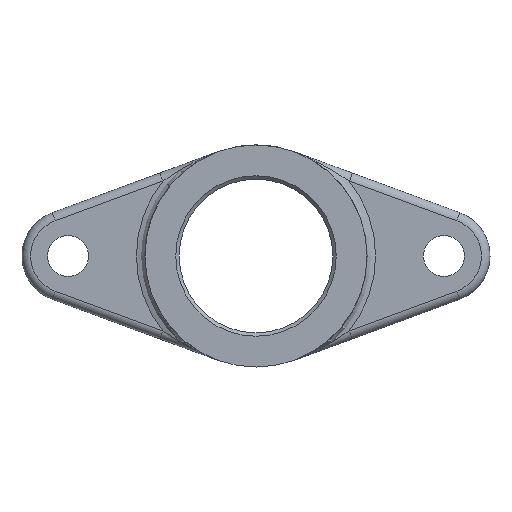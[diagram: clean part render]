
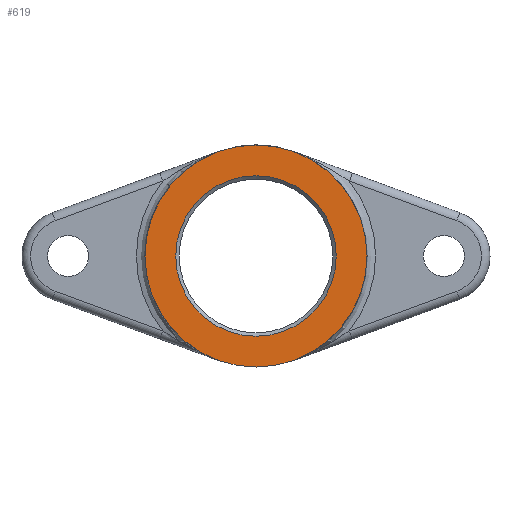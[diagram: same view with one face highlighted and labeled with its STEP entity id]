
A CAD part, front view. The second image highlights one B-rep face of the part: STEP entity #619.
In plain terms, the highlighted planar face has unit normal (0, -1, 0).
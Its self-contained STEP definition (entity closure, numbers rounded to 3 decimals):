
#142 = VERTEX_POINT('',#143);
#143 = CARTESIAN_POINT('',(22.455,0.,
    -60.998));
#148 = EDGE_CURVE('',#142,#142,#149,.T.);
#149 = CIRCLE('',#150,65.);
#150 = AXIS2_PLACEMENT_3D('',#151,#152,#153);
#151 = CARTESIAN_POINT('',(0.,0.,0.));
#152 = DIRECTION('',(0.,1.,0.));
#153 = DIRECTION('',(-0.345,0.,-0.938)
  );
#619 = ADVANCED_FACE('',(#620,#623),#634,.F.);
#620 = FACE_BOUND('',#621,.T.);
#621 = EDGE_LOOP('',(#622));
#622 = ORIENTED_EDGE('',*,*,#148,.F.);
#623 = FACE_BOUND('',#624,.T.);
#624 = EDGE_LOOP('',(#625));
#625 = ORIENTED_EDGE('',*,*,#626,.T.);
#626 = EDGE_CURVE('',#627,#627,#629,.T.);
#627 = VERTEX_POINT('',#628);
#628 = CARTESIAN_POINT('',(-47.,0.,0.)
  );
#629 = CIRCLE('',#630,47.);
#630 = AXIS2_PLACEMENT_3D('',#631,#632,#633);
#631 = CARTESIAN_POINT('',(0.,0.,0.));
#632 = DIRECTION('',(0.,1.,0.));
#633 = DIRECTION('',(-1.,0.,0.));
#634 = PLANE('',#635);
#635 = AXIS2_PLACEMENT_3D('',#636,#637,#638);
#636 = CARTESIAN_POINT('',(0.,0.,0.));
#637 = DIRECTION('',(0.,1.,0.));
#638 = DIRECTION('',(-1.,0.,0.));
